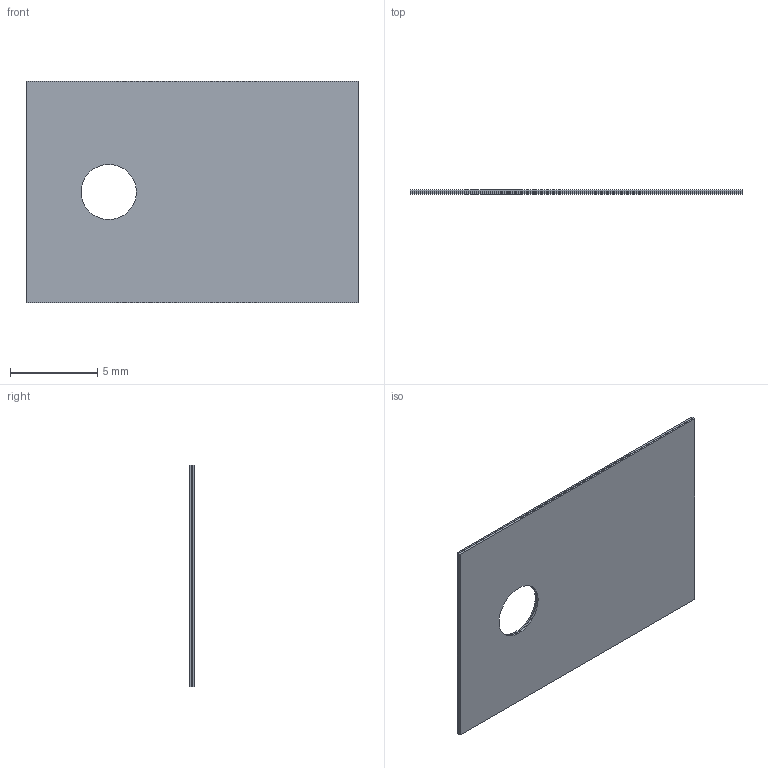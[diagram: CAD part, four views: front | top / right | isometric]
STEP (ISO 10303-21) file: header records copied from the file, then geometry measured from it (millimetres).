
FILE_DESCRIPTION(/* description */ ('Unknown'),/* implementation_level */ '2;1');
FILE_NAME(/* name */ '4040220',/* time_stamp */ '2023-11-07T14:22:56+01:00',/* author */ ('Unknown'),/* organization */ ('Unknown'),/* preprocessor_version */ 'ST-DEVELOPER v16.7',/* originating_system */ 'Solid Edge',/* authorisation */ 'Unknown');
FILE_SCHEMA (('AUTOMOTIVE_DESIGN {1 0 10303 214 3 1 1}'));
Length unit declared in the file: millimetre
Products named in the file (3): 4040220; Fiberglass; Silicone
Assembly tree (3 placements, depth 2):
  4040220
    Fiberglass
    Silicone  x2
Bounding box: 19.05 x 0.23 x 12.7 mm (x, y, z)
Volume: 53.8 mm3; surface area: 1421.2 mm2
Topology: 3 solids, 3 shells, 21 faces, 48 edges, 33 vertices
Faces by surface type: plane 18, cylinder 3
Full cylindrical faces by diameter (mm): 3.17 x3
Entity records: 460 total; most frequent: DIRECTION 68, CARTESIAN_POINT 66, ORIENTED_EDGE 56, EDGE_CURVE 28, LINE 24, VECTOR 24, AXIS2_PLACEMENT_3D 22, VERTEX_POINT 20
